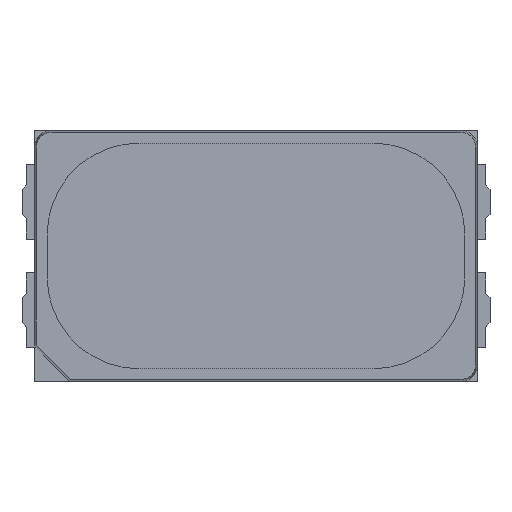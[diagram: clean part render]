
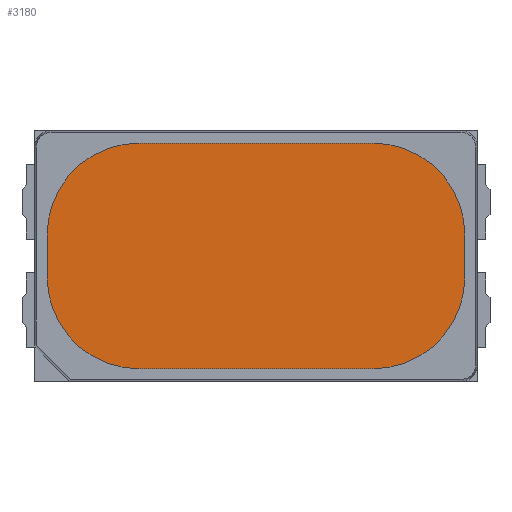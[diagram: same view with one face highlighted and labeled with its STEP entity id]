
A CAD part, top view. The second image highlights one B-rep face of the part: STEP entity #3180.
In plain terms, the highlighted planar face has unit normal (0, 0, 1).
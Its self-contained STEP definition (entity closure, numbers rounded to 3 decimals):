
#130=CIRCLE('',#3678,1.1);
#132=CIRCLE('',#3682,1.1);
#134=CIRCLE('',#3686,1.1);
#136=CIRCLE('',#3690,1.1);
#993=ORIENTED_EDGE('',*,*,#1423,.T.);
#994=ORIENTED_EDGE('',*,*,#1427,.T.);
#995=ORIENTED_EDGE('',*,*,#1430,.T.);
#996=ORIENTED_EDGE('',*,*,#1433,.T.);
#997=ORIENTED_EDGE('',*,*,#1436,.T.);
#998=ORIENTED_EDGE('',*,*,#1439,.T.);
#999=ORIENTED_EDGE('',*,*,#1442,.T.);
#1000=ORIENTED_EDGE('',*,*,#1444,.T.);
#1423=EDGE_CURVE('',#1728,#1727,#130,.T.);
#1427=EDGE_CURVE('',#1727,#1730,#2103,.T.);
#1430=EDGE_CURVE('',#1730,#1732,#132,.T.);
#1433=EDGE_CURVE('',#1732,#1734,#2107,.T.);
#1436=EDGE_CURVE('',#1734,#1736,#134,.T.);
#1439=EDGE_CURVE('',#1736,#1738,#2111,.T.);
#1442=EDGE_CURVE('',#1738,#1740,#136,.T.);
#1444=EDGE_CURVE('',#1740,#1728,#2114,.T.);
#1727=VERTEX_POINT('',#5410);
#1728=VERTEX_POINT('',#5412);
#1730=VERTEX_POINT('',#5418);
#1732=VERTEX_POINT('',#5424);
#1734=VERTEX_POINT('',#5430);
#1736=VERTEX_POINT('',#5436);
#1738=VERTEX_POINT('',#5442);
#1740=VERTEX_POINT('',#5448);
#2103=LINE('',#5419,#2477);
#2107=LINE('',#5431,#2481);
#2111=LINE('',#5443,#2485);
#2114=LINE('',#5452,#2488);
#2477=VECTOR('',#4505,1000.);
#2481=VECTOR('',#4517,1000.);
#2485=VECTOR('',#4529,1000.);
#2488=VECTOR('',#4540,1000.);
#2677=EDGE_LOOP('',(#993,#994,#995,#996,#997,#998,#999,#1000));
#2867=FACE_BOUND('',#2677,.T.);
#3008=PLANE('',#3692);
#3180=ADVANCED_FACE('',(#2867),#3008,.T.);
#3678=AXIS2_PLACEMENT_3D('',#5411,#4498,#4499);
#3682=AXIS2_PLACEMENT_3D('',#5425,#4511,#4512);
#3686=AXIS2_PLACEMENT_3D('',#5437,#4523,#4524);
#3690=AXIS2_PLACEMENT_3D('',#5449,#4535,#4536);
#3692=AXIS2_PLACEMENT_3D('',#5453,#4541,#4542);
#4498=DIRECTION('',(0.,0.,1.));
#4499=DIRECTION('',(1.,0.,0.));
#4505=DIRECTION('',(1.,0.,0.));
#4511=DIRECTION('',(0.,0.,1.));
#4512=DIRECTION('',(-1.,0.,0.));
#4517=DIRECTION('',(0.,1.,0.));
#4523=DIRECTION('',(0.,0.,1.));
#4524=DIRECTION('',(-1.,0.,0.));
#4529=DIRECTION('',(-1.,0.,0.));
#4535=DIRECTION('',(0.,0.,1.));
#4536=DIRECTION('',(1.,0.,0.));
#4540=DIRECTION('',(0.,-1.,0.));
#4541=DIRECTION('',(0.,0.,1.));
#4542=DIRECTION('',(1.,0.,0.));
#5410=CARTESIAN_POINT('',(-1.4,-1.35,0.39));
#5411=CARTESIAN_POINT('',(-1.4,-0.25,0.39));
#5412=CARTESIAN_POINT('',(-2.5,-0.25,0.39));
#5418=CARTESIAN_POINT('',(1.4,-1.35,0.39));
#5419=CARTESIAN_POINT('',(-1.4,-1.35,0.39));
#5424=CARTESIAN_POINT('',(2.5,-0.25,0.39));
#5425=CARTESIAN_POINT('',(1.4,-0.25,0.39));
#5430=CARTESIAN_POINT('',(2.5,0.25,0.39));
#5431=CARTESIAN_POINT('',(2.5,-0.25,0.39));
#5436=CARTESIAN_POINT('',(1.4,1.35,0.39));
#5437=CARTESIAN_POINT('',(1.4,0.25,0.39));
#5442=CARTESIAN_POINT('',(-1.4,1.35,0.39));
#5443=CARTESIAN_POINT('',(1.4,1.35,0.39));
#5448=CARTESIAN_POINT('',(-2.5,0.25,0.39));
#5449=CARTESIAN_POINT('',(-1.4,0.25,0.39));
#5452=CARTESIAN_POINT('',(-2.5,0.25,0.39));
#5453=CARTESIAN_POINT('',(-1.4,-0.25,0.39));
